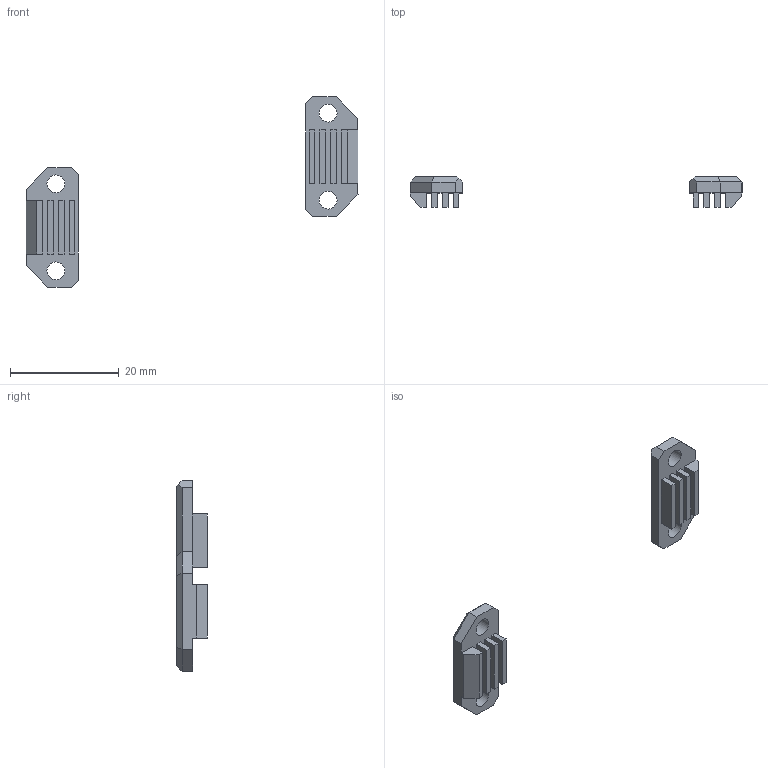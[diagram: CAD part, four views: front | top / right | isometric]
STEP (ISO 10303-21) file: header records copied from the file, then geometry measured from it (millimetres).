
FILE_DESCRIPTION(('HOOPS Exchange Step'),'2;1');
FILE_NAME('temp_export','2022-10-19T08:25:22-04:00',('mobile'),('Shapr3D Limited'),'HOOPS Exchange 2022.1','Shapr3D','Authorized');
FILE_SCHEMA( ('AUTOMOTIVE_DESIGN { 1 0 10303 214 1 1 1 1 }') );
Length unit declared in the file: millimetre
Products named in the file (5): face_belt_grabber v1:2; EVA3 Assembly v1:1; Enclosure+2.stp; Grabbers; root
Assembly tree (4 placements, depth 5):
  root
    Grabbers
      Enclosure+2.stp
        EVA3 Assembly v1:1
          face_belt_grabber v1:2
Bounding box: 61.04 x 5.65 x 35 mm (x, y, z)
Volume: 1282.4 mm3; surface area: 1556.3 mm2
Topology: 2 solids, 2 shells, 76 faces, 198 edges, 132 vertices
Faces by surface type: plane 72, cylinder 4
Full cylindrical faces by diameter (mm): 3.3 x4
Entity records: 2413 total; most frequent: CARTESIAN_POINT 411, ORIENTED_EDGE 396, DIRECTION 376, EDGE_CURVE 198, VECTOR 182, LINE 182, VERTEX_POINT 132, AXIS2_PLACEMENT_3D 97
